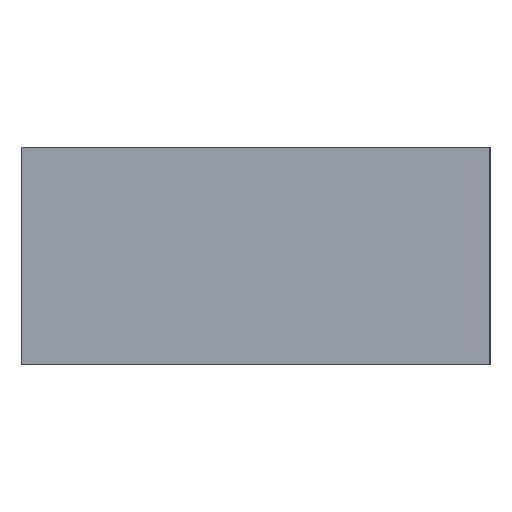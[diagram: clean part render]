
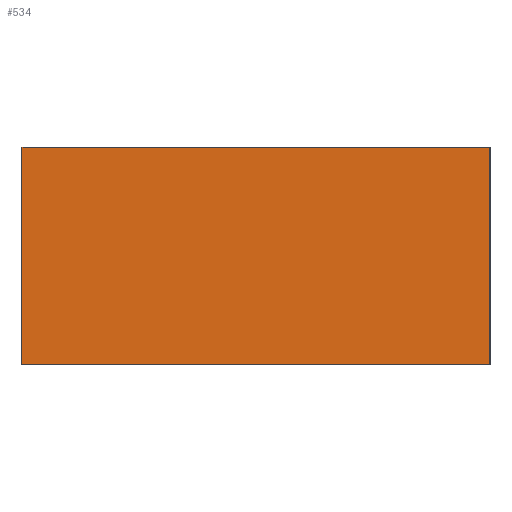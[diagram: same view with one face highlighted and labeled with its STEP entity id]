
A CAD part, left-side view. The second image highlights one B-rep face of the part: STEP entity #534.
In plain terms, the highlighted planar face has unit normal (-1, 0, 0).
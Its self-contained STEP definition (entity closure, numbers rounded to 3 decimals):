
#43 = DIRECTION ( 'NONE',  ( 0., -1., 0. ) ) ;
#49 = EDGE_LOOP ( 'NONE', ( #191, #82, #507, #235 ) ) ;
#51 = LINE ( 'NONE', #297, #422 ) ;
#70 = VERTEX_POINT ( 'NONE', #92 ) ;
#81 = DIRECTION ( 'NONE',  ( 0., -1., 0. ) ) ;
#82 = ORIENTED_EDGE ( 'NONE', *, *, #275, .F. ) ;
#88 = LINE ( 'NONE', #344, #510 ) ;
#92 = CARTESIAN_POINT ( 'NONE',  ( -14.859, 10.16, 7.366 ) ) ;
#99 = DIRECTION ( 'NONE',  ( 0., 0., -1. ) ) ;
#103 = PLANE ( 'NONE',  #320 ) ;
#105 = VERTEX_POINT ( 'NONE', #581 ) ;
#185 = CARTESIAN_POINT ( 'NONE',  ( -14.859, -5.715, 7.366 ) ) ;
#191 = ORIENTED_EDGE ( 'NONE', *, *, #418, .T. ) ;
#225 = CARTESIAN_POINT ( 'NONE',  ( -14.859, 10.16, 0. ) ) ;
#234 = LINE ( 'NONE', #185, #340 ) ;
#235 = ORIENTED_EDGE ( 'NONE', *, *, #498, .T. ) ;
#275 = EDGE_CURVE ( 'NONE', #105, #427, #234, .T. ) ;
#289 = EDGE_CURVE ( 'NONE', #70, #105, #468, .T. ) ;
#297 = CARTESIAN_POINT ( 'NONE',  ( -14.859, -5.715, 0. ) ) ;
#317 = DIRECTION ( 'NONE',  ( 0., 1., 0. ) ) ;
#318 = DIRECTION ( 'NONE',  ( 0., 0., -1. ) ) ;
#320 = AXIS2_PLACEMENT_3D ( 'NONE', #334, #526, #317 ) ;
#332 = CARTESIAN_POINT ( 'NONE',  ( -14.859, -5.715, 7.366 ) ) ;
#334 = CARTESIAN_POINT ( 'NONE',  ( -14.859, -5.715, 7.366 ) ) ;
#340 = VECTOR ( 'NONE', #318, 1000. ) ;
#344 = CARTESIAN_POINT ( 'NONE',  ( -14.859, 10.16, 7.366 ) ) ;
#418 = EDGE_CURVE ( 'NONE', #622, #427, #51, .T. ) ;
#421 = VECTOR ( 'NONE', #81, 1000. ) ;
#422 = VECTOR ( 'NONE', #43, 1000. ) ;
#427 = VERTEX_POINT ( 'NONE', #582 ) ;
#468 = LINE ( 'NONE', #332, #421 ) ;
#498 = EDGE_CURVE ( 'NONE', #70, #622, #88, .T. ) ;
#507 = ORIENTED_EDGE ( 'NONE', *, *, #289, .F. ) ;
#510 = VECTOR ( 'NONE', #99, 1000. ) ;
#526 = DIRECTION ( 'NONE',  ( 1., 0., 0. ) ) ;
#534 = ADVANCED_FACE ( 'NONE', ( #539 ), #103, .F. ) ;
#539 = FACE_OUTER_BOUND ( 'NONE', #49, .T. ) ;
#581 = CARTESIAN_POINT ( 'NONE',  ( -14.859, -5.715, 7.366 ) ) ;
#582 = CARTESIAN_POINT ( 'NONE',  ( -14.859, -5.715, 0. ) ) ;
#622 = VERTEX_POINT ( 'NONE', #225 ) ;
